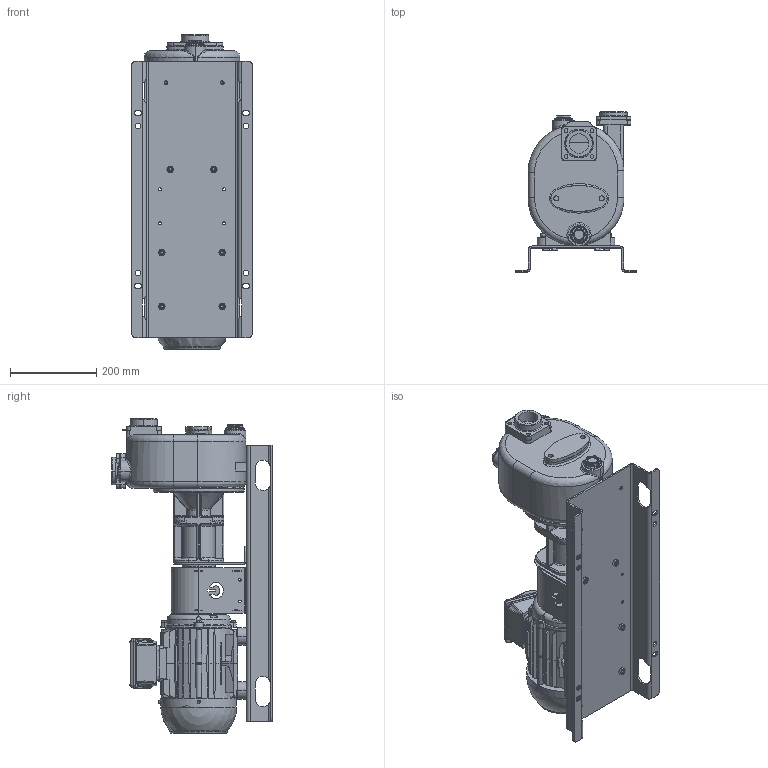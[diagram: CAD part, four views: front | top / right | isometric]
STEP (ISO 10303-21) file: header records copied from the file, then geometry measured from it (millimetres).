
FILE_DESCRIPTION((''),'2;1');
FILE_NAME('S_45_BIT','2017-09-05T15:22:09',('Amenduni'),(''),'CREO PARAMETRIC BY PTC INC, 2017110','CREO PARAMETRIC BY PTC INC, 2017110','');
FILE_SCHEMA(('CONFIG_CONTROL_DESIGN'));
Products named in the file (1): S_45_BIT
Bounding box: 280 x 371 x 727.5 mm (x, y, z)
Volume: 15810667.7 mm3; surface area: 1346414 mm2
Topology: 2 solids, 2 shells, 3009 faces, 7775 edges, 4899 vertices
Faces by surface type: plane 1661, cylinder 640, cone 321, bspline 218, torus 160, sphere 5, extrusion 4
Entity records: 126252 total; most frequent: CARTESIAN_POINT 54993, ORIENTED_EDGE 15538, DIRECTION 13728, EDGE_CURVE 7769, VERTEX_POINT 4899, AXIS2_PLACEMENT_3D 4732, VECTOR 4264, LINE 4260
